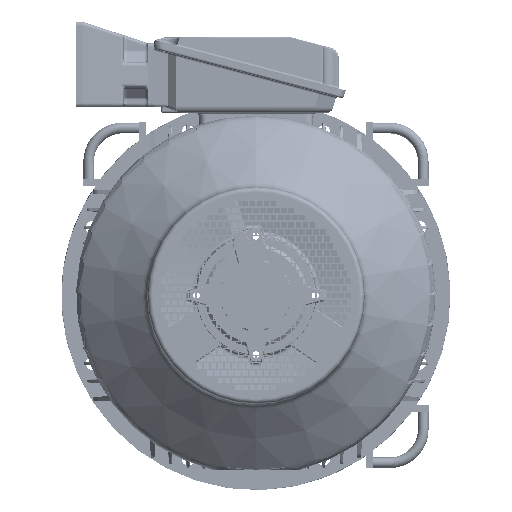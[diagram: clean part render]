
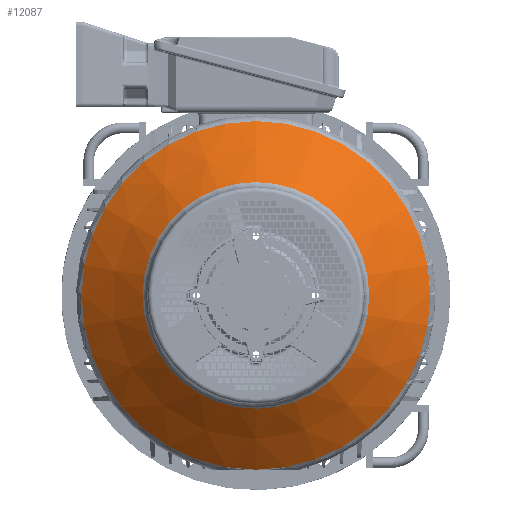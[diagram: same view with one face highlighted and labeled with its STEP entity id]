
A CAD part, left-side view. The second image highlights one B-rep face of the part: STEP entity #12087.
In plain terms, the highlighted conical face has half-angle 49.831 degrees and reference radius 160.199 mm.
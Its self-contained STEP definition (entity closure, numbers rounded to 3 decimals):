
#12087 = ADVANCED_FACE( '', ( #29232, #29233 ), #29234, .T. );
#29232 = FACE_OUTER_BOUND( '', #91330, .T. );
#29233 = FACE_BOUND( '', #91331, .T. );
#29234 = CONICAL_SURFACE( '', #91332, 160.199, 0.87 );
#91330 = EDGE_LOOP( '', ( #189453 ) );
#91331 = EDGE_LOOP( '', ( #189454 ) );
#91332 = AXIS2_PLACEMENT_3D( '', #189455, #189456, #189457 );
#189453 = ORIENTED_EDGE( '', *, *, #222429, .T. );
#189454 = ORIENTED_EDGE( '', *, *, #236708, .F. );
#189455 = CARTESIAN_POINT( '', ( -712.382, 0., 0. ) );
#189456 = DIRECTION( '', ( 1., 0., 0. ) );
#189457 = DIRECTION( '', ( 0., 0., -1. ) );
#222429 = EDGE_CURVE( '', #247472, #247472, #247473, .T. );
#236708 = EDGE_CURVE( '', #270560, #270560, #270561, .T. );
#247472 = VERTEX_POINT( '', #288265 );
#247473 = CIRCLE( '', #288266, 246.433 );
#270560 = VERTEX_POINT( '', #360699 );
#270561 = CIRCLE( '', #360700, 160.199 );
#288265 = CARTESIAN_POINT( '', ( -639.59, 0., 246.433 ) );
#288266 = AXIS2_PLACEMENT_3D( '', #400694, #400695, #400696 );
#360699 = CARTESIAN_POINT( '', ( -712.382, 0., 160.199 ) );
#360700 = AXIS2_PLACEMENT_3D( '', #415171, #415172, #415173 );
#400694 = CARTESIAN_POINT( '', ( -639.59, 0., 0. ) );
#400695 = DIRECTION( '', ( -1., 0., 0. ) );
#400696 = DIRECTION( '', ( 0., 0., 1. ) );
#415171 = CARTESIAN_POINT( '', ( -712.382, 0., 0. ) );
#415172 = DIRECTION( '', ( -1., 0., 0. ) );
#415173 = DIRECTION( '', ( 0., 0., 1. ) );
